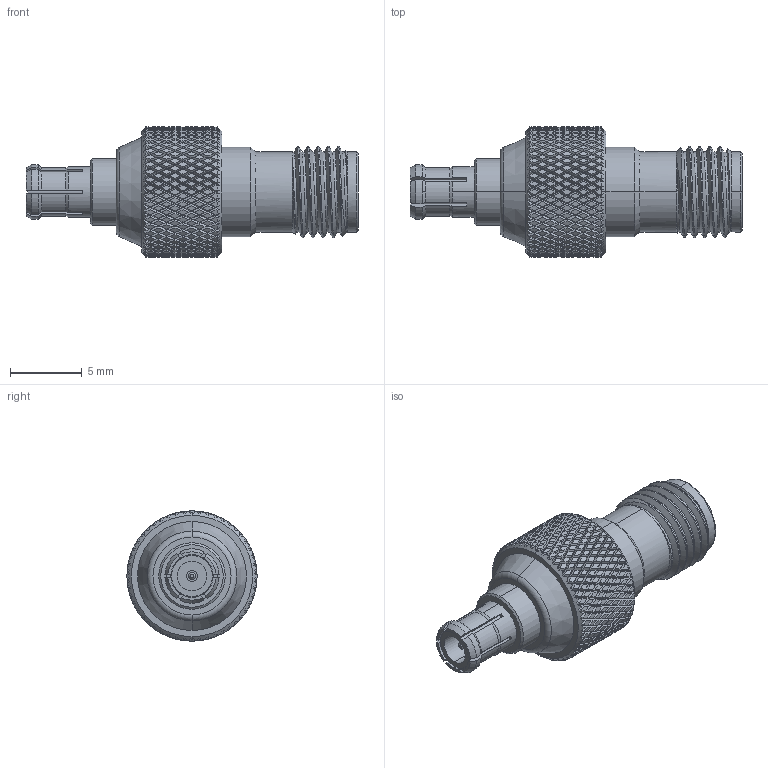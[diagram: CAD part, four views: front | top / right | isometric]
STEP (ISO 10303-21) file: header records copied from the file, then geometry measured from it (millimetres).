
FILE_DESCRIPTION (( 'STEP AP203' ), '1' );
FILE_NAME ('SM4792.step', '2018-06-27T15:13:04', ( '' ), ( '' ), 'SwSTEP 2.0', 'SolidWorks 2017', '' );
FILE_SCHEMA (( 'CONFIG_CONTROL_DESIGN' ));
Products named in the file (1): SM4792
Bounding box: 23.12 x 9.06 x 9.06 mm (x, y, z)
Volume: 696.8 mm3; surface area: 808.1 mm2
Topology: 1 solids, 1 shells, 2641 faces, 5601 edges, 2971 vertices
Faces by surface type: bspline 2003, cylinder 555, cone 43, plane 36, torus 4
Entity records: 96697 total; most frequent: CARTESIAN_POINT 62530, ORIENTED_EDGE 11198, EDGE_CURVE 5599, VERTEX_POINT 2971, EDGE_LOOP 2652, ADVANCED_FACE 2641, FACE_OUTER_BOUND 2641, B_SPLINE_CURVE_WITH_KNOTS 2253
